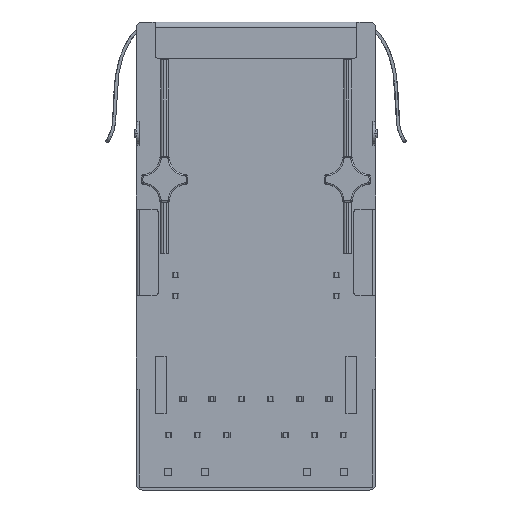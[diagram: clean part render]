
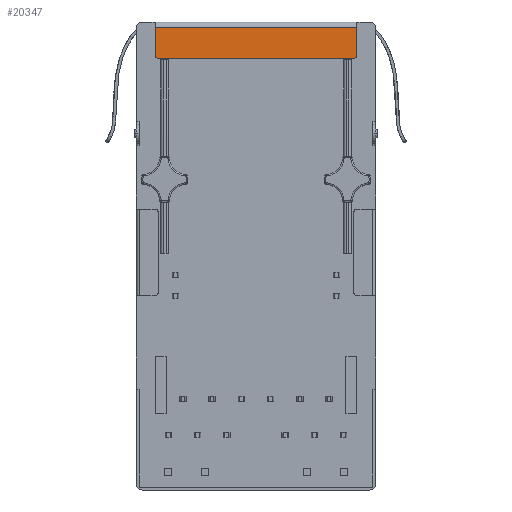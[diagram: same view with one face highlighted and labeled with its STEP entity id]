
A CAD part, front view. The second image highlights one B-rep face of the part: STEP entity #20347.
In plain terms, the highlighted planar face has unit normal (0, -1, 0).
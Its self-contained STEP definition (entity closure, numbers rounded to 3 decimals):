
#291 = DIRECTION ( 'NONE',  ( 0., 0., -1. ) ) ;
#2827 = CARTESIAN_POINT ( 'NONE',  ( 17.464, 3.76, -2.35 ) ) ;
#2848 = AXIS2_PLACEMENT_3D ( 'NONE', #3049, #10289, #291 ) ;
#3049 = CARTESIAN_POINT ( 'NONE',  ( 2.164, 3.76, -32.5 ) ) ;
#3583 = DIRECTION ( 'NONE',  ( -1., 0., 0. ) ) ;
#3703 = DIRECTION ( 'NONE',  ( 0., 0., -1. ) ) ;
#4315 = CARTESIAN_POINT ( 'NONE',  ( 3.464, 3.76, -0.4 ) ) ;
#5530 = ORIENTED_EDGE ( 'NONE', *, *, #10517, .F. ) ;
#7210 = VERTEX_POINT ( 'NONE', #33660 ) ;
#7744 = DIRECTION ( 'NONE',  ( -1., 0., 0. ) ) ;
#8725 = CARTESIAN_POINT ( 'NONE',  ( 17.314, 3.76, -2.5 ) ) ;
#8817 = ORIENTED_EDGE ( 'NONE', *, *, #31419, .T. ) ;
#9314 = EDGE_CURVE ( 'NONE', #7210, #16326, #12272, .T. ) ;
#10289 = DIRECTION ( 'NONE',  ( 0., -1., 0. ) ) ;
#10517 = EDGE_CURVE ( 'NONE', #7210, #27974, #28941, .T. ) ;
#11901 = CARTESIAN_POINT ( 'NONE',  ( 3.464, 3.76, -0.4 ) ) ;
#12227 = LINE ( 'NONE', #11901, #27209 ) ;
#12272 = CIRCLE ( 'NONE', #31446, 0.15 ) ;
#13000 = CARTESIAN_POINT ( 'NONE',  ( 3.464, 3.76, -2.35 ) ) ;
#13389 = FACE_OUTER_BOUND ( 'NONE', #31558, .T. ) ;
#13431 = VECTOR ( 'NONE', #3703, 1000. ) ;
#13657 = CARTESIAN_POINT ( 'NONE',  ( 17.464, 3.76, -0.4 ) ) ;
#14681 = ORIENTED_EDGE ( 'NONE', *, *, #31886, .F. ) ;
#15760 = CARTESIAN_POINT ( 'NONE',  ( 17.464, 3.76, -0.4 ) ) ;
#15837 = DIRECTION ( 'NONE',  ( 0., -1., 0. ) ) ;
#16326 = VERTEX_POINT ( 'NONE', #21953 ) ;
#17402 = EDGE_CURVE ( 'NONE', #24092, #23005, #28794, .T. ) ;
#17553 = DIRECTION ( 'NONE',  ( 0., 0., -1. ) ) ;
#17706 = DIRECTION ( 'NONE',  ( 0., -1., 0. ) ) ;
#18132 = DIRECTION ( 'NONE',  ( 0., 0., 1. ) ) ;
#18219 = VECTOR ( 'NONE', #3583, 1000. ) ;
#20084 = AXIS2_PLACEMENT_3D ( 'NONE', #22901, #17706, #17553 ) ;
#20347 = ADVANCED_FACE ( 'NONE', ( #13389 ), #31575, .T. ) ;
#21953 = CARTESIAN_POINT ( 'NONE',  ( 3.614, 3.76, -2.5 ) ) ;
#22132 = EDGE_CURVE ( 'NONE', #23548, #16326, #29519, .T. ) ;
#22901 = CARTESIAN_POINT ( 'NONE',  ( 17.314, 3.76, -2.35 ) ) ;
#23005 = VERTEX_POINT ( 'NONE', #2827 ) ;
#23548 = VERTEX_POINT ( 'NONE', #8725 ) ;
#23721 = CARTESIAN_POINT ( 'NONE',  ( 3.614, 3.76, -2.35 ) ) ;
#24092 = VERTEX_POINT ( 'NONE', #13657 ) ;
#24560 = CARTESIAN_POINT ( 'NONE',  ( 17.314, 3.76, -2.5 ) ) ;
#24636 = ORIENTED_EDGE ( 'NONE', *, *, #9314, .T. ) ;
#25424 = ORIENTED_EDGE ( 'NONE', *, *, #17402, .F. ) ;
#27140 = VECTOR ( 'NONE', #18132, 1000. ) ;
#27209 = VECTOR ( 'NONE', #33139, 1000. ) ;
#27974 = VERTEX_POINT ( 'NONE', #4315 ) ;
#28262 = CIRCLE ( 'NONE', #20084, 0.15 ) ;
#28794 = LINE ( 'NONE', #15760, #13431 ) ;
#28941 = LINE ( 'NONE', #13000, #27140 ) ;
#29519 = LINE ( 'NONE', #24560, #18219 ) ;
#31088 = ORIENTED_EDGE ( 'NONE', *, *, #22132, .F. ) ;
#31419 = EDGE_CURVE ( 'NONE', #23548, #23005, #28262, .T. ) ;
#31446 = AXIS2_PLACEMENT_3D ( 'NONE', #23721, #15837, #7744 ) ;
#31558 = EDGE_LOOP ( 'NONE', ( #5530, #24636, #31088, #8817, #25424, #14681 ) ) ;
#31575 = PLANE ( 'NONE',  #2848 ) ;
#31886 = EDGE_CURVE ( 'NONE', #27974, #24092, #12227, .T. ) ;
#33139 = DIRECTION ( 'NONE',  ( 1., 0., 0. ) ) ;
#33660 = CARTESIAN_POINT ( 'NONE',  ( 3.464, 3.76, -2.35 ) ) ;
